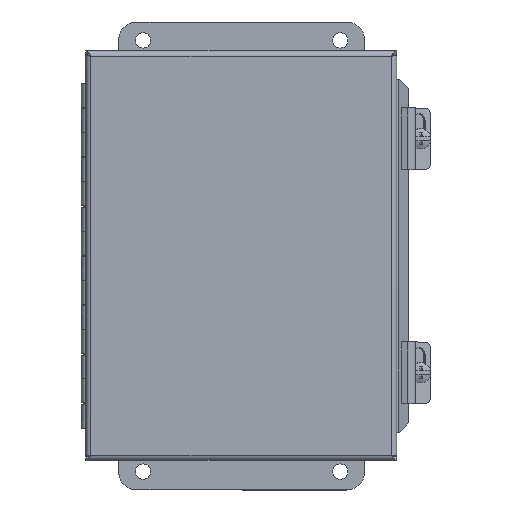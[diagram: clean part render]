
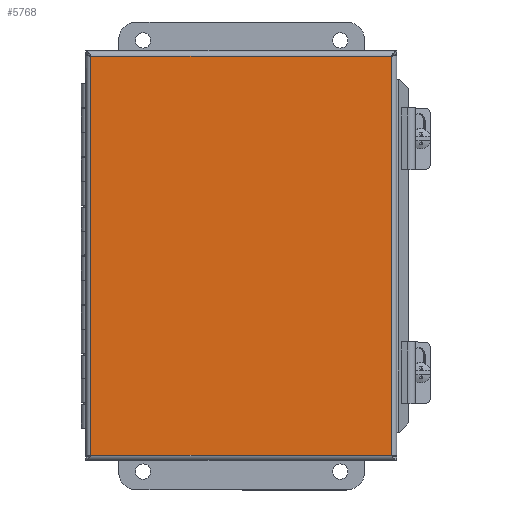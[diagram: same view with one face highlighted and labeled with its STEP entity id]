
A CAD part, top view. The second image highlights one B-rep face of the part: STEP entity #5768.
In plain terms, the highlighted face is planar.
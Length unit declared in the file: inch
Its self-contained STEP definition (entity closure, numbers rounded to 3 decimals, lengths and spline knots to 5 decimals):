
#357=PLANE('',#6444);
#681=FACE_OUTER_BOUND('',#1042,.T.);
#1042=EDGE_LOOP('',(#4687,#4688,#4689,#4690));
#1511=LINE('',#9896,#2037);
#1528=LINE('',#10028,#2054);
#1559=LINE('',#10179,#2085);
#1560=LINE('',#10182,#2086);
#2037=VECTOR('',#7517,0.3937);
#2054=VECTOR('',#7544,0.3937);
#2085=VECTOR('',#7627,0.3937);
#2086=VECTOR('',#7632,0.3937);
#2660=VERTEX_POINT('',#9665);
#2683=VERTEX_POINT('',#9808);
#2690=VERTEX_POINT('',#9895);
#2694=VERTEX_POINT('',#9942);
#3337=EDGE_CURVE('',#2690,#2683,#1511,.T.);
#3360=EDGE_CURVE('',#2660,#2694,#1528,.T.);
#3398=EDGE_CURVE('',#2683,#2660,#1559,.T.);
#3399=EDGE_CURVE('',#2694,#2690,#1560,.T.);
#4687=ORIENTED_EDGE('',*,*,#3337,.T.);
#4688=ORIENTED_EDGE('',*,*,#3398,.T.);
#4689=ORIENTED_EDGE('',*,*,#3360,.T.);
#4690=ORIENTED_EDGE('',*,*,#3399,.T.);
#5768=ADVANCED_FACE('',(#681),#357,.F.);
#6444=AXIS2_PLACEMENT_3D('',#10183,#7633,#7634);
#7517=DIRECTION('',(0.,-1.,0.));
#7544=DIRECTION('',(0.,1.,0.));
#7627=DIRECTION('',(-1.,0.,0.));
#7632=DIRECTION('',(1.,0.,0.));
#7633=DIRECTION('center_axis',(0.,0.,1.));
#7634=DIRECTION('ref_axis',(1.,0.,0.));
#9665=CARTESIAN_POINT('',(0.10525,0.10525,0.));
#9808=CARTESIAN_POINT('',(6.20725,0.10525,0.));
#9895=CARTESIAN_POINT('',(6.20725,8.20725,0.));
#9896=CARTESIAN_POINT('',(6.20725,6.18175,0.));
#9942=CARTESIAN_POINT('',(0.10525,8.20725,0.));
#10028=CARTESIAN_POINT('',(0.10525,2.13075,0.));
#10179=CARTESIAN_POINT('',(4.68175,0.10525,0.));
#10182=CARTESIAN_POINT('',(1.63075,8.20725,0.));
#10183=CARTESIAN_POINT('Origin',(3.15625,4.15625,0.));
